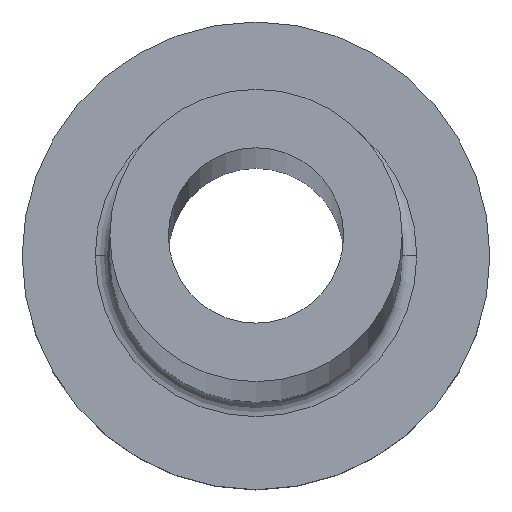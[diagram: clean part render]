
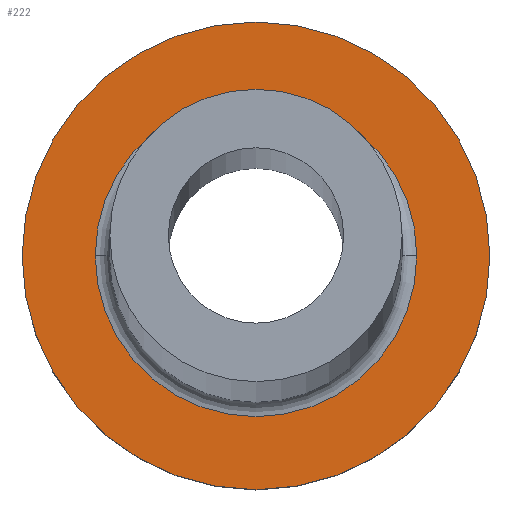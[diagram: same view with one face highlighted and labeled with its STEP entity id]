
A CAD part, top view. The second image highlights one B-rep face of the part: STEP entity #222.
In plain terms, the highlighted planar face has unit normal (0, 0, 1).
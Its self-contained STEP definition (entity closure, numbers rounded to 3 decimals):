
#9 = ORIENTED_EDGE ( 'NONE', *, *, #320, .T. ) ;
#15 = FACE_OUTER_BOUND ( 'NONE', #352, .T. ) ;
#34 = DIRECTION ( 'NONE',  ( 0., 0., -1. ) ) ;
#39 = CARTESIAN_POINT ( 'NONE',  ( 5.5, 0., 5. ) ) ;
#40 = CARTESIAN_POINT ( 'NONE',  ( 0., 0., 5. ) ) ;
#43 = DIRECTION ( 'NONE',  ( 1., 0., 0. ) ) ;
#45 = CARTESIAN_POINT ( 'NONE',  ( 0., 0., 5. ) ) ;
#51 = ORIENTED_EDGE ( 'NONE', *, *, #354, .T. ) ;
#53 = EDGE_CURVE ( 'NONE', #334, #233, #145, .T. ) ;
#65 = CARTESIAN_POINT ( 'NONE',  ( -8., 0., 5. ) ) ;
#67 = DIRECTION ( 'NONE',  ( 0., 0., 1. ) ) ;
#86 = DIRECTION ( 'NONE',  ( 1., 0., 0. ) ) ;
#87 = CARTESIAN_POINT ( 'NONE',  ( 0., 0., 5. ) ) ;
#89 = VERTEX_POINT ( 'NONE', #182 ) ;
#107 = EDGE_CURVE ( 'NONE', #89, #216, #212, .T. ) ;
#117 = CIRCLE ( 'NONE', #237, 8. ) ;
#125 = CARTESIAN_POINT ( 'NONE',  ( -5.5, 0., 5. ) ) ;
#133 = DIRECTION ( 'NONE',  ( 0., 0., -1. ) ) ;
#145 = CIRCLE ( 'NONE', #146, 5.5 ) ;
#146 = AXIS2_PLACEMENT_3D ( 'NONE', #235, #34, #86 ) ;
#155 = DIRECTION ( 'NONE',  ( 0., 0., 1. ) ) ;
#167 = AXIS2_PLACEMENT_3D ( 'NONE', #87, #155, #255 ) ;
#168 = EDGE_LOOP ( 'NONE', ( #224, #51 ) ) ;
#182 = CARTESIAN_POINT ( 'NONE',  ( 8., 0., 5. ) ) ;
#209 = AXIS2_PLACEMENT_3D ( 'NONE', #40, #67, #271 ) ;
#212 = CIRCLE ( 'NONE', #167, 8. ) ;
#216 = VERTEX_POINT ( 'NONE', #65 ) ;
#217 = CARTESIAN_POINT ( 'NONE',  ( 0., 0., 5. ) ) ;
#222 = ADVANCED_FACE ( 'NONE', ( #336, #15 ), #269, .T. ) ;
#224 = ORIENTED_EDGE ( 'NONE', *, *, #53, .T. ) ;
#233 = VERTEX_POINT ( 'NONE', #125 ) ;
#235 = CARTESIAN_POINT ( 'NONE',  ( 0., 0., 5. ) ) ;
#237 = AXIS2_PLACEMENT_3D ( 'NONE', #217, #305, #43 ) ;
#244 = DIRECTION ( 'NONE',  ( 1., 0., 0. ) ) ;
#255 = DIRECTION ( 'NONE',  ( 1., 0., 0. ) ) ;
#269 = PLANE ( 'NONE',  #209 ) ;
#271 = DIRECTION ( 'NONE',  ( 1., 0., 0. ) ) ;
#272 = ORIENTED_EDGE ( 'NONE', *, *, #107, .T. ) ;
#305 = DIRECTION ( 'NONE',  ( 0., 0., 1. ) ) ;
#320 = EDGE_CURVE ( 'NONE', #216, #89, #117, .T. ) ;
#334 = VERTEX_POINT ( 'NONE', #39 ) ;
#336 = FACE_BOUND ( 'NONE', #168, .T. ) ;
#337 = AXIS2_PLACEMENT_3D ( 'NONE', #45, #133, #244 ) ;
#347 = CIRCLE ( 'NONE', #337, 5.5 ) ;
#352 = EDGE_LOOP ( 'NONE', ( #9, #272 ) ) ;
#354 = EDGE_CURVE ( 'NONE', #233, #334, #347, .T. ) ;
